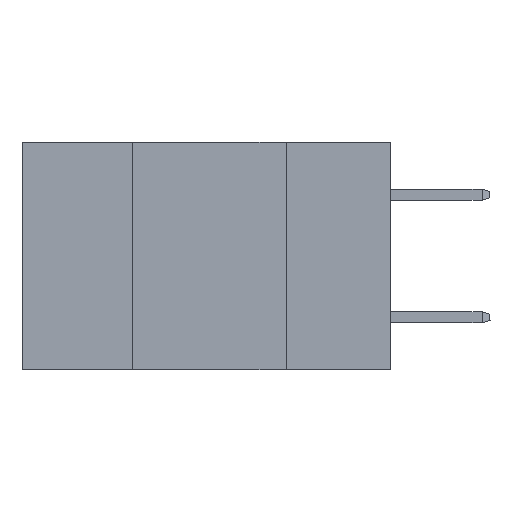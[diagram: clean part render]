
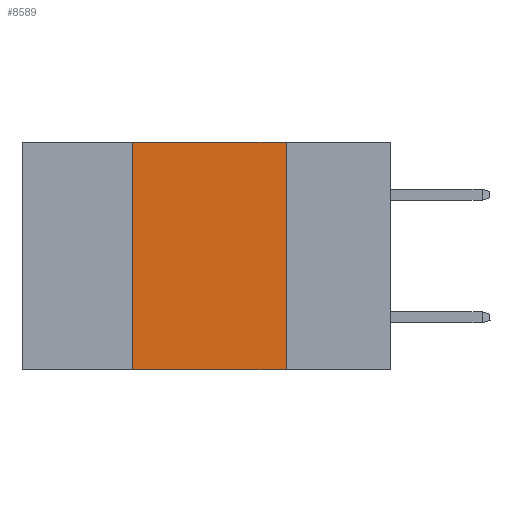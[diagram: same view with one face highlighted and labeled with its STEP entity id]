
A CAD part, left-side view. The second image highlights one B-rep face of the part: STEP entity #8589.
In plain terms, the highlighted planar face has unit normal (-1, 0, 0).
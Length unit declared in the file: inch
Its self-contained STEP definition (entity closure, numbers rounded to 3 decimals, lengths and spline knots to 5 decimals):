
#70 = DIRECTION ( 'NONE',  ( 0., 0., -1. ) ) ;
#820 = LINE ( 'NONE', #9729, #11091 ) ;
#1331 = VERTEX_POINT ( 'NONE', #2585 ) ;
#1422 = LINE ( 'NONE', #5712, #6792 ) ;
#1582 = DIRECTION ( 'NONE',  ( 0., -1., 0. ) ) ;
#1684 = FACE_OUTER_BOUND ( 'NONE', #4939, .T. ) ;
#1854 = CARTESIAN_POINT ( 'NONE',  ( 0., 0.6, 0. ) ) ;
#1977 = EDGE_CURVE ( 'NONE', #7904, #11498, #1422, .T. ) ;
#2585 = CARTESIAN_POINT ( 'NONE',  ( 0., 0.42, 0. ) ) ;
#2655 = EDGE_CURVE ( 'NONE', #1331, #7904, #820, .T. ) ;
#2664 = DIRECTION ( 'NONE',  ( 0., 0., 1. ) ) ;
#2722 = CARTESIAN_POINT ( 'NONE',  ( 0., 0.42, 0. ) ) ;
#2891 = ORIENTED_EDGE ( 'NONE', *, *, #1977, .F. ) ;
#3139 = DIRECTION ( 'NONE',  ( 0., 0., -1. ) ) ;
#3528 = DIRECTION ( 'NONE',  ( 1., 0., 0. ) ) ;
#3539 = AXIS2_PLACEMENT_3D ( 'NONE', #1854, #3528, #70 ) ;
#4015 = CARTESIAN_POINT ( 'NONE',  ( 0., 0.6, -0.37 ) ) ;
#4470 = VECTOR ( 'NONE', #2664, 39.37008 ) ;
#4939 = EDGE_LOOP ( 'NONE', ( #2891, #10077, #5949, #9665 ) ) ;
#5434 = CARTESIAN_POINT ( 'NONE',  ( 0., 0.42, -0.37 ) ) ;
#5712 = CARTESIAN_POINT ( 'NONE',  ( 0., 0.17, 0. ) ) ;
#5949 = ORIENTED_EDGE ( 'NONE', *, *, #8678, .F. ) ;
#6004 = LINE ( 'NONE', #4015, #7974 ) ;
#6120 = VERTEX_POINT ( 'NONE', #5434 ) ;
#6792 = VECTOR ( 'NONE', #3139, 39.37008 ) ;
#6864 = EDGE_CURVE ( 'NONE', #6120, #11498, #6004, .T. ) ;
#7202 = CARTESIAN_POINT ( 'NONE',  ( 0., 0.17, -0.37 ) ) ;
#7572 = DIRECTION ( 'NONE',  ( 0., -1., 0. ) ) ;
#7904 = VERTEX_POINT ( 'NONE', #10605 ) ;
#7974 = VECTOR ( 'NONE', #7572, 39.37008 ) ;
#8589 = ADVANCED_FACE ( 'NONE', ( #1684 ), #9786, .F. ) ;
#8678 = EDGE_CURVE ( 'NONE', #6120, #1331, #10697, .T. ) ;
#9665 = ORIENTED_EDGE ( 'NONE', *, *, #6864, .T. ) ;
#9729 = CARTESIAN_POINT ( 'NONE',  ( 0., 0.6, 0. ) ) ;
#9786 = PLANE ( 'NONE',  #3539 ) ;
#10077 = ORIENTED_EDGE ( 'NONE', *, *, #2655, .F. ) ;
#10605 = CARTESIAN_POINT ( 'NONE',  ( 0., 0.17, 0. ) ) ;
#10697 = LINE ( 'NONE', #2722, #4470 ) ;
#11091 = VECTOR ( 'NONE', #1582, 39.37008 ) ;
#11498 = VERTEX_POINT ( 'NONE', #7202 ) ;
